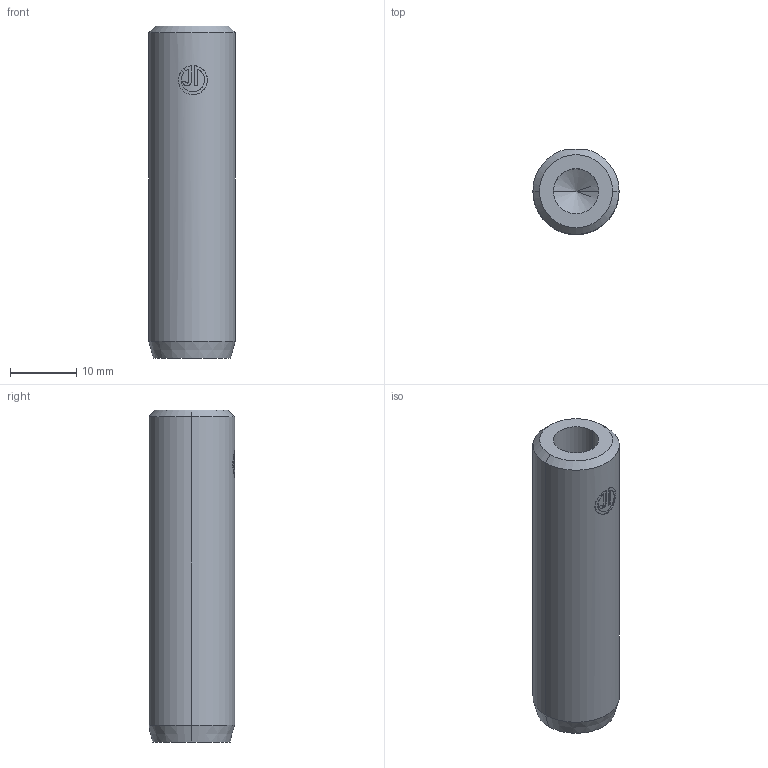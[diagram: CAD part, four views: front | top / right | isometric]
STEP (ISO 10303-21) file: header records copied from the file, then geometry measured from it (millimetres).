
FILE_DESCRIPTION (( 'STEP AP214' ), '1' );
FILE_NAME ('LSTM-D13-L50.step', '2021-09-14T01:36:25', ( 'User' ), ( 'china' ), 'SwSTEP 2.0', 'SolidWorks 2016', '' );
FILE_SCHEMA (( 'AUTOMOTIVE_DESIGN' ));
Length unit declared in the file: millimetre
Products named in the file (1): LSTM-D13-L50
Bounding box: 13 x 12.85 x 50 mm (x, y, z)
Volume: 5928.3 mm3; surface area: 2626.2 mm2
Topology: 1 solids, 1 shells, 34 faces, 84 edges, 53 vertices
Faces by surface type: cylinder 17, plane 11, cone 6
Entity records: 1261 total; most frequent: CARTESIAN_POINT 447, ORIENTED_EDGE 164, DIRECTION 144, EDGE_CURVE 82, AXIS2_PLACEMENT_3D 53, VERTEX_POINT 53, VECTOR 38, LINE 38
